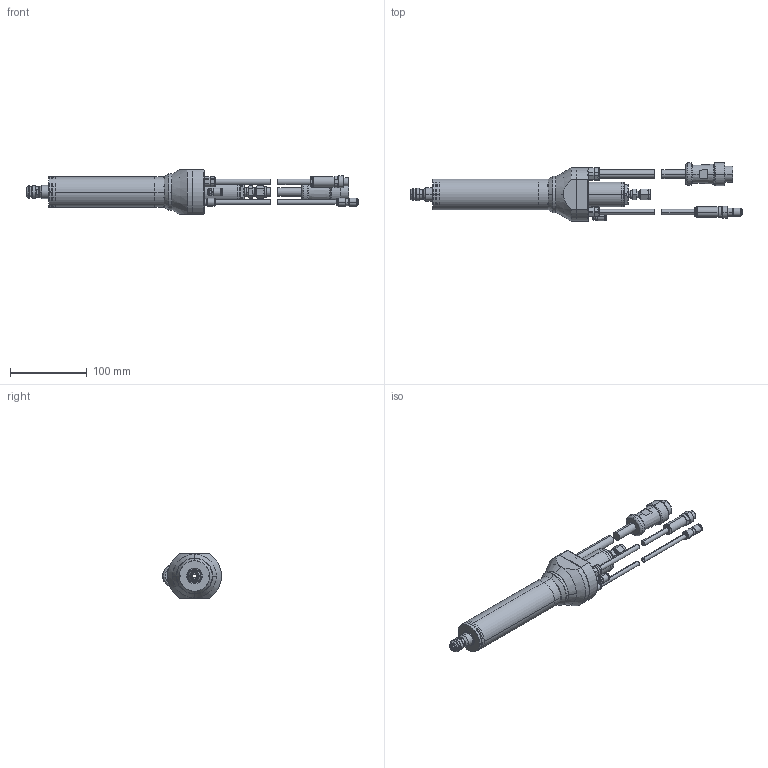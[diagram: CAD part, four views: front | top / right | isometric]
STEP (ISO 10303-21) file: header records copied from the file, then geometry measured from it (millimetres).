
FILE_DESCRIPTION (( 'STEP AP203' ), '1' );
FILE_NAME ('BMS-4040-MQL-CHK-2M1.STEP', '2021-03-29T05:42:08', ( '' ), ( '' ), 'SwSTEP 2.0', 'SolidWorks 2017', '' );
FILE_SCHEMA (( 'CONFIG_CONTROL_DESIGN' ));
Length unit declared in the file: millimetre
Products named in the file (1): BMS-4040-MQL-CHK-2M1
Bounding box: 432.1 x 76.5 x 58 mm (x, y, z)
Volume: 121558.9 mm3; surface area: 118603.5 mm2
Topology: 27 solids, 27 shells, 833 faces, 1941 edges, 1208 vertices
Faces by surface type: cylinder 316, plane 243, cone 241, bspline 33
Entity records: 28466 total; most frequent: CARTESIAN_POINT 9255, DIRECTION 4222, ORIENTED_EDGE 3838, EDGE_CURVE 1919, AXIS2_PLACEMENT_3D 1771, VERTEX_POINT 1208, CIRCLE 970, EDGE_LOOP 955
